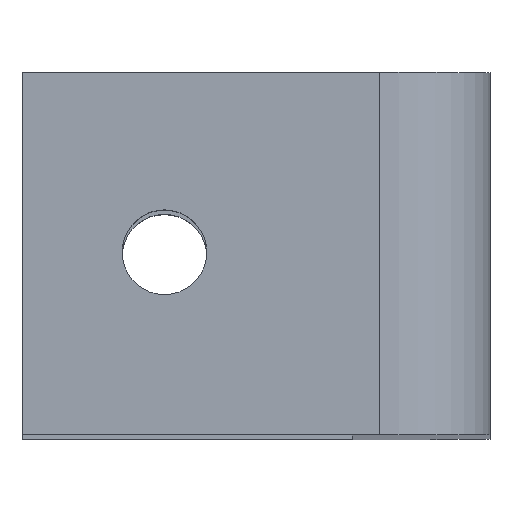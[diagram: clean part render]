
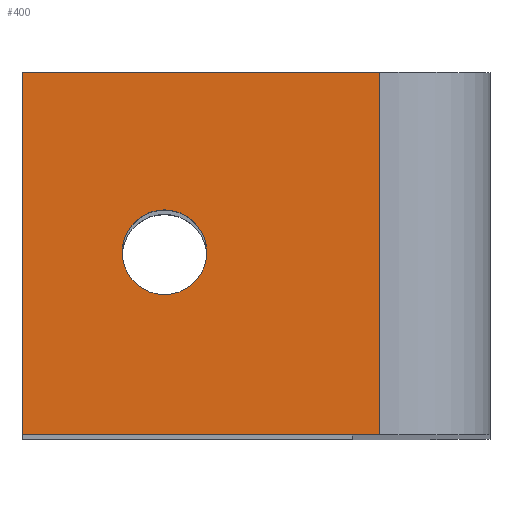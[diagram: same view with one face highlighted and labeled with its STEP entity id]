
A CAD part, top view. The second image highlights one B-rep face of the part: STEP entity #400.
In plain terms, the highlighted planar face has unit normal (0, 0, 1).
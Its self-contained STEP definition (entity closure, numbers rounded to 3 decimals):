
#4 = CIRCLE ( 'NONE', #58, 1.538 ) ;
#11 = ORIENTED_EDGE ( 'NONE', *, *, #547, .F. ) ;
#14 = AXIS2_PLACEMENT_3D ( 'NONE', #46, #336, #249 ) ;
#34 = EDGE_CURVE ( 'NONE', #216, #368, #207, .T. ) ;
#46 = CARTESIAN_POINT ( 'NONE',  ( 5., -1.464, 22.834 ) ) ;
#55 = VERTEX_POINT ( 'NONE', #461 ) ;
#58 = AXIS2_PLACEMENT_3D ( 'NONE', #369, #281, #243 ) ;
#65 = VERTEX_POINT ( 'NONE', #166 ) ;
#67 = DIRECTION ( 'NONE',  ( 0., 0., -1. ) ) ;
#76 = VERTEX_POINT ( 'NONE', #287 ) ;
#82 = VERTEX_POINT ( 'NONE', #512 ) ;
#83 = FACE_BOUND ( 'NONE', #350, .T. ) ;
#85 = CARTESIAN_POINT ( 'NONE',  ( -12., -1.464, 22.834 ) ) ;
#96 = EDGE_CURVE ( 'NONE', #216, #55, #97, .T. ) ;
#97 = LINE ( 'NONE', #221, #189 ) ;
#138 = ORIENTED_EDGE ( 'NONE', *, *, #448, .T. ) ;
#166 = CARTESIAN_POINT ( 'NONE',  ( -8.364, -7.994, 22.834 ) ) ;
#180 = ORIENTED_EDGE ( 'NONE', *, *, #219, .T. ) ;
#184 = EDGE_LOOP ( 'NONE', ( #523, #490, #256, #11 ) ) ;
#189 = VECTOR ( 'NONE', #434, 1000. ) ;
#207 = LINE ( 'NONE', #211, #302 ) ;
#211 = CARTESIAN_POINT ( 'NONE',  ( 5., -14.625, 22.834 ) ) ;
#216 = VERTEX_POINT ( 'NONE', #343 ) ;
#219 = EDGE_CURVE ( 'NONE', #65, #76, #467, .T. ) ;
#221 = CARTESIAN_POINT ( 'NONE',  ( 1., -1.464, 22.834 ) ) ;
#240 = FACE_OUTER_BOUND ( 'NONE', #184, .T. ) ;
#243 = DIRECTION ( 'NONE',  ( 0., 1., 0. ) ) ;
#244 = EDGE_CURVE ( 'NONE', #55, #82, #269, .T. ) ;
#249 = DIRECTION ( 'NONE',  ( 0., 1., 0. ) ) ;
#256 = ORIENTED_EDGE ( 'NONE', *, *, #244, .T. ) ;
#269 = LINE ( 'NONE', #401, #349 ) ;
#281 = DIRECTION ( 'NONE',  ( 0., 0., -1. ) ) ;
#287 = CARTESIAN_POINT ( 'NONE',  ( -5.289, -7.994, 22.834 ) ) ;
#292 = PLANE ( 'NONE',  #14 ) ;
#296 = CARTESIAN_POINT ( 'NONE',  ( -6.827, -7.994, 22.834 ) ) ;
#302 = VECTOR ( 'NONE', #376, 1000. ) ;
#320 = DIRECTION ( 'NONE',  ( 0., 1., 0. ) ) ;
#336 = DIRECTION ( 'NONE',  ( 0., 0., -1. ) ) ;
#343 = CARTESIAN_POINT ( 'NONE',  ( 1., -14.625, 22.834 ) ) ;
#349 = VECTOR ( 'NONE', #406, 1000. ) ;
#350 = EDGE_LOOP ( 'NONE', ( #138, #180 ) ) ;
#368 = VERTEX_POINT ( 'NONE', #404 ) ;
#369 = CARTESIAN_POINT ( 'NONE',  ( -6.827, -7.994, 22.834 ) ) ;
#371 = LINE ( 'NONE', #85, #440 ) ;
#376 = DIRECTION ( 'NONE',  ( -1., 0., 0. ) ) ;
#400 = ADVANCED_FACE ( 'NONE', ( #83, #240 ), #292, .F. ) ;
#401 = CARTESIAN_POINT ( 'NONE',  ( 5., -1.464, 22.834 ) ) ;
#404 = CARTESIAN_POINT ( 'NONE',  ( -12., -14.625, 22.834 ) ) ;
#406 = DIRECTION ( 'NONE',  ( -1., 0., 0. ) ) ;
#434 = DIRECTION ( 'NONE',  ( 0., 1., 0. ) ) ;
#440 = VECTOR ( 'NONE', #465, 1000. ) ;
#448 = EDGE_CURVE ( 'NONE', #76, #65, #4, .T. ) ;
#461 = CARTESIAN_POINT ( 'NONE',  ( 1., -1.464, 22.834 ) ) ;
#465 = DIRECTION ( 'NONE',  ( 0., 1., 0. ) ) ;
#467 = CIRCLE ( 'NONE', #529, 1.538 ) ;
#490 = ORIENTED_EDGE ( 'NONE', *, *, #96, .T. ) ;
#512 = CARTESIAN_POINT ( 'NONE',  ( -12., -1.464, 22.834 ) ) ;
#523 = ORIENTED_EDGE ( 'NONE', *, *, #34, .F. ) ;
#529 = AXIS2_PLACEMENT_3D ( 'NONE', #296, #67, #320 ) ;
#547 = EDGE_CURVE ( 'NONE', #368, #82, #371, .T. ) ;
